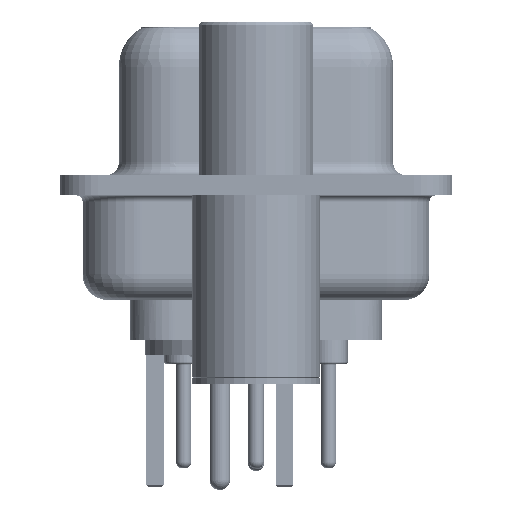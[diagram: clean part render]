
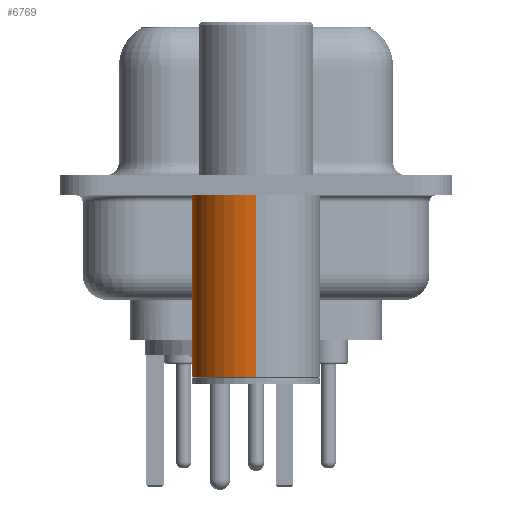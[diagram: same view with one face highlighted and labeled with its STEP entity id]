
A CAD part, left-side view. The second image highlights one B-rep face of the part: STEP entity #6769.
In plain terms, the highlighted cylindrical face has radius 2.5 mm (diameter 5 mm), a partial arc.
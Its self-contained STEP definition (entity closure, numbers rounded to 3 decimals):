
#192 = FACE_OUTER_BOUND ( 'NONE', #26099, .T. ) ;
#1284 = ORIENTED_EDGE ( 'NONE', *, *, #7471, .T. ) ;
#2186 = DIRECTION ( 'NONE',  ( 0., 0., 1. ) ) ;
#3810 = ORIENTED_EDGE ( 'NONE', *, *, #9822, .F. ) ;
#4051 = EDGE_CURVE ( 'NONE', #6582, #18905, #35031, .T. ) ;
#4318 = DIRECTION ( 'NONE',  ( 0., 0., 1. ) ) ;
#4435 = CARTESIAN_POINT ( 'NONE',  ( 2.5, 0., -0.4 ) ) ;
#4454 = AXIS2_PLACEMENT_3D ( 'NONE', #4621, #10633, #36322 ) ;
#4621 = CARTESIAN_POINT ( 'NONE',  ( 0., 0., -7.525 ) ) ;
#6398 = VERTEX_POINT ( 'NONE', #12643 ) ;
#6582 = VERTEX_POINT ( 'NONE', #18713 ) ;
#6769 = ADVANCED_FACE ( 'NONE', ( #192 ), #22745, .T. ) ;
#7337 = CARTESIAN_POINT ( 'NONE',  ( 2.5, 0., 0.581 ) ) ;
#7471 = EDGE_CURVE ( 'NONE', #18905, #6398, #9135, .T. ) ;
#8569 = VECTOR ( 'NONE', #4318, 1000. ) ;
#9101 = DIRECTION ( 'NONE',  ( 0., 0., 1. ) ) ;
#9135 = LINE ( 'NONE', #22418, #23572 ) ;
#9822 = EDGE_CURVE ( 'NONE', #6582, #9823, #16690, .T. ) ;
#9823 = VERTEX_POINT ( 'NONE', #4435 ) ;
#10633 = DIRECTION ( 'NONE',  ( 0., 0., 1. ) ) ;
#12241 = CARTESIAN_POINT ( 'NONE',  ( 0., 0., -0.4 ) ) ;
#12643 = CARTESIAN_POINT ( 'NONE',  ( -2.5, 0., -0.4 ) ) ;
#13373 = DIRECTION ( 'NONE',  ( 1., 0., 0. ) ) ;
#13501 = CARTESIAN_POINT ( 'NONE',  ( 0., 0., 0.581 ) ) ;
#15024 = ORIENTED_EDGE ( 'NONE', *, *, #16035, .F. ) ;
#16035 = EDGE_CURVE ( 'NONE', #9823, #6398, #23523, .T. ) ;
#16690 = LINE ( 'NONE', #7337, #8569 ) ;
#17486 = CARTESIAN_POINT ( 'NONE',  ( -2.5, 0., -7.525 ) ) ;
#18702 = ORIENTED_EDGE ( 'NONE', *, *, #4051, .T. ) ;
#18713 = CARTESIAN_POINT ( 'NONE',  ( 2.5, 0., -7.525 ) ) ;
#18905 = VERTEX_POINT ( 'NONE', #17486 ) ;
#22418 = CARTESIAN_POINT ( 'NONE',  ( -2.5, 0., 0.581 ) ) ;
#22745 = CYLINDRICAL_SURFACE ( 'NONE', #27252, 2.5 ) ;
#23472 = DIRECTION ( 'NONE',  ( 1., 0., 0. ) ) ;
#23523 = CIRCLE ( 'NONE', #30855, 2.5 ) ;
#23572 = VECTOR ( 'NONE', #33739, 1000. ) ;
#26099 = EDGE_LOOP ( 'NONE', ( #18702, #1284, #15024, #3810 ) ) ;
#27252 = AXIS2_PLACEMENT_3D ( 'NONE', #13501, #2186, #13373 ) ;
#30855 = AXIS2_PLACEMENT_3D ( 'NONE', #12241, #9101, #23472 ) ;
#33739 = DIRECTION ( 'NONE',  ( 0., 0., 1. ) ) ;
#35031 = CIRCLE ( 'NONE', #4454, 2.5 ) ;
#36322 = DIRECTION ( 'NONE',  ( 1., 0., 0. ) ) ;
